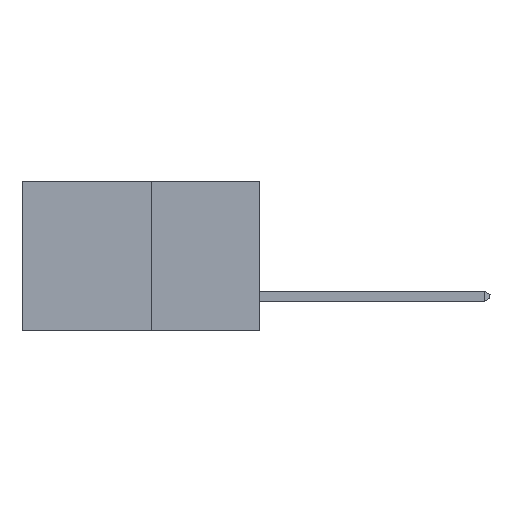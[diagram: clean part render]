
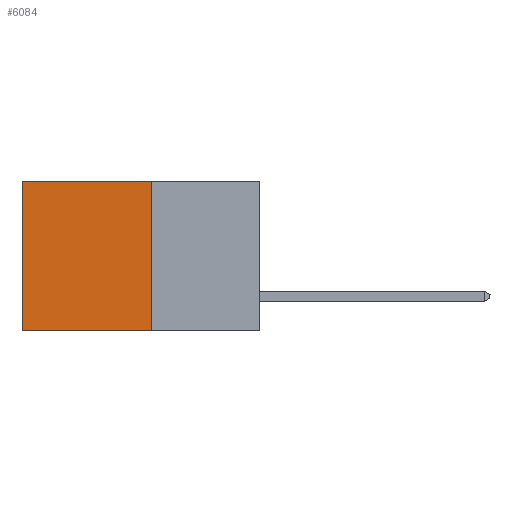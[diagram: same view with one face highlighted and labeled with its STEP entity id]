
A CAD part, left-side view. The second image highlights one B-rep face of the part: STEP entity #6084.
In plain terms, the highlighted planar face has unit normal (-1, 0, 0).
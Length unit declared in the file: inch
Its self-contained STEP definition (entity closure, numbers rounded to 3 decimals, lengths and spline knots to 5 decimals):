
#145 = CARTESIAN_POINT ( 'NONE',  ( 0.277, 0.59, -0.37 ) ) ;
#435 = EDGE_LOOP ( 'NONE', ( #8178, #6383, #7843, #3837 ) ) ;
#593 = EDGE_CURVE ( 'NONE', #3016, #4190, #2846, .T. ) ;
#815 = VECTOR ( 'NONE', #5254, 39.37008 ) ;
#1375 = VECTOR ( 'NONE', #4685, 39.37008 ) ;
#1557 = DIRECTION ( 'NONE',  ( 0., 0., -1. ) ) ;
#2309 = CARTESIAN_POINT ( 'NONE',  ( 0.277, 0.27, -0.37 ) ) ;
#2387 = CARTESIAN_POINT ( 'NONE',  ( 0.277, 0.59, 0. ) ) ;
#2825 = DIRECTION ( 'NONE',  ( 0., 0., -1. ) ) ;
#2846 = LINE ( 'NONE', #4179, #815 ) ;
#3016 = VERTEX_POINT ( 'NONE', #2309 ) ;
#3373 = VERTEX_POINT ( 'NONE', #6327 ) ;
#3576 = LINE ( 'NONE', #6626, #4293 ) ;
#3586 = EDGE_CURVE ( 'NONE', #8805, #4190, #7826, .T. ) ;
#3837 = ORIENTED_EDGE ( 'NONE', *, *, #5583, .T. ) ;
#3919 = CARTESIAN_POINT ( 'NONE',  ( 0.277, 0.27, 0. ) ) ;
#4179 = CARTESIAN_POINT ( 'NONE',  ( 0.277, 0.27, -0.37 ) ) ;
#4190 = VERTEX_POINT ( 'NONE', #145 ) ;
#4293 = VECTOR ( 'NONE', #1557, 39.37008 ) ;
#4354 = VECTOR ( 'NONE', #9018, 39.37008 ) ;
#4685 = DIRECTION ( 'NONE',  ( 0., 1., 0. ) ) ;
#5254 = DIRECTION ( 'NONE',  ( 0., 1., 0. ) ) ;
#5583 = EDGE_CURVE ( 'NONE', #3373, #8805, #8647, .T. ) ;
#6084 = ADVANCED_FACE ( 'NONE', ( #8360 ), #8079, .F. ) ;
#6283 = DIRECTION ( 'NONE',  ( 1., 0., 0. ) ) ;
#6327 = CARTESIAN_POINT ( 'NONE',  ( 0.277, 0.27, 0. ) ) ;
#6383 = ORIENTED_EDGE ( 'NONE', *, *, #593, .F. ) ;
#6626 = CARTESIAN_POINT ( 'NONE',  ( 0.277, 0.27, -0.37 ) ) ;
#6629 = EDGE_CURVE ( 'NONE', #3373, #3016, #3576, .T. ) ;
#7325 = CARTESIAN_POINT ( 'NONE',  ( 0.277, 0.27, -0.37 ) ) ;
#7779 = CARTESIAN_POINT ( 'NONE',  ( 0.277, 0.59, -0.37 ) ) ;
#7826 = LINE ( 'NONE', #7779, #4354 ) ;
#7843 = ORIENTED_EDGE ( 'NONE', *, *, #6629, .F. ) ;
#8079 = PLANE ( 'NONE',  #8189 ) ;
#8178 = ORIENTED_EDGE ( 'NONE', *, *, #3586, .T. ) ;
#8189 = AXIS2_PLACEMENT_3D ( 'NONE', #7325, #6283, #2825 ) ;
#8360 = FACE_OUTER_BOUND ( 'NONE', #435, .T. ) ;
#8647 = LINE ( 'NONE', #3919, #1375 ) ;
#8805 = VERTEX_POINT ( 'NONE', #2387 ) ;
#9018 = DIRECTION ( 'NONE',  ( 0., 0., -1. ) ) ;
